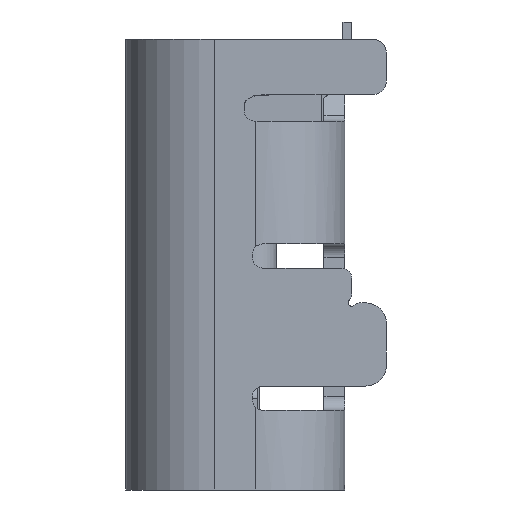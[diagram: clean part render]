
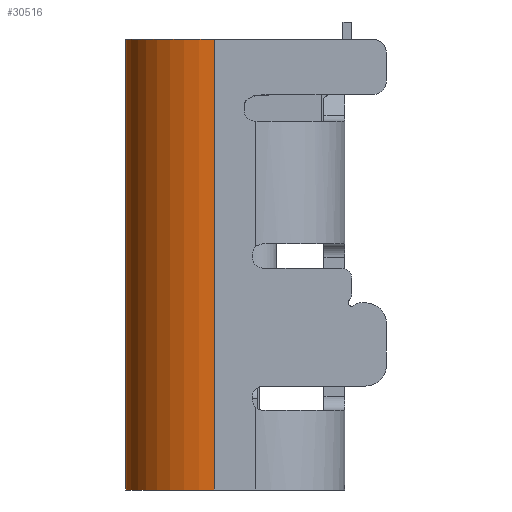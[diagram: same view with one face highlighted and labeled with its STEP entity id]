
A CAD part, left-side view. The second image highlights one B-rep face of the part: STEP entity #30516.
In plain terms, the highlighted cylindrical face has radius 1.28 mm (diameter 2.56 mm), a partial arc.
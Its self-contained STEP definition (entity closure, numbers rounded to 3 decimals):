
#773 = EDGE_CURVE ( 'NONE', #18228, #23020, #26219, .T. ) ;
#884 = ORIENTED_EDGE ( 'NONE', *, *, #3859, .T. ) ;
#1348 = VECTOR ( 'NONE', #27597, 1000. ) ;
#3859 = EDGE_CURVE ( 'NONE', #11285, #8320, #6137, .T. ) ;
#4226 = ORIENTED_EDGE ( 'NONE', *, *, #16689, .F. ) ;
#4348 = CARTESIAN_POINT ( 'NONE',  ( 3.19, 1.98, 2.1 ) ) ;
#5214 = DIRECTION ( 'NONE',  ( 1., 0., 0. ) ) ;
#6050 = VECTOR ( 'NONE', #15085, 1000. ) ;
#6137 = CIRCLE ( 'NONE', #9625, 1.28 ) ;
#6652 = CARTESIAN_POINT ( 'NONE',  ( 3.19, 1.98, 0.6 ) ) ;
#8320 = VERTEX_POINT ( 'NONE', #10616 ) ;
#8459 = DIRECTION ( 'NONE',  ( 0., 0., -1. ) ) ;
#8679 = CYLINDRICAL_SURFACE ( 'NONE', #13292, 1.28 ) ;
#8838 = CARTESIAN_POINT ( 'NONE',  ( 4.47, 1.98, 2.1 ) ) ;
#8905 = EDGE_CURVE ( 'NONE', #11285, #23020, #11330, .T. ) ;
#9625 = AXIS2_PLACEMENT_3D ( 'NONE', #29745, #17100, #5214 ) ;
#10616 = CARTESIAN_POINT ( 'NONE',  ( 3.19, 3.26, -4.4 ) ) ;
#11285 = VERTEX_POINT ( 'NONE', #25215 ) ;
#11330 = LINE ( 'NONE', #23222, #1348 ) ;
#13292 = AXIS2_PLACEMENT_3D ( 'NONE', #6652, #16209, #28246 ) ;
#15085 = DIRECTION ( 'NONE',  ( 0., 0., -1. ) ) ;
#15368 = DIRECTION ( 'NONE',  ( 0., 1., 0. ) ) ;
#16209 = DIRECTION ( 'NONE',  ( 0., 0., 1. ) ) ;
#16689 = EDGE_CURVE ( 'NONE', #18228, #8320, #22582, .T. ) ;
#16969 = CARTESIAN_POINT ( 'NONE',  ( 3.19, 3.26, 2.1 ) ) ;
#17100 = DIRECTION ( 'NONE',  ( 0., 0., 1. ) ) ;
#17162 = EDGE_LOOP ( 'NONE', ( #884, #4226, #21475, #25977 ) ) ;
#18228 = VERTEX_POINT ( 'NONE', #16969 ) ;
#18362 = FACE_OUTER_BOUND ( 'NONE', #17162, .T. ) ;
#21475 = ORIENTED_EDGE ( 'NONE', *, *, #773, .T. ) ;
#22582 = LINE ( 'NONE', #24763, #6050 ) ;
#23020 = VERTEX_POINT ( 'NONE', #8838 ) ;
#23222 = CARTESIAN_POINT ( 'NONE',  ( 4.47, 1.98, -4.4 ) ) ;
#23730 = AXIS2_PLACEMENT_3D ( 'NONE', #4348, #8459, #15368 ) ;
#24763 = CARTESIAN_POINT ( 'NONE',  ( 3.19, 3.26, 2.1 ) ) ;
#25215 = CARTESIAN_POINT ( 'NONE',  ( 4.47, 1.98, -4.4 ) ) ;
#25977 = ORIENTED_EDGE ( 'NONE', *, *, #8905, .F. ) ;
#26219 = CIRCLE ( 'NONE', #23730, 1.28 ) ;
#27597 = DIRECTION ( 'NONE',  ( 0., 0., 1. ) ) ;
#28246 = DIRECTION ( 'NONE',  ( 1., 0., 0. ) ) ;
#29745 = CARTESIAN_POINT ( 'NONE',  ( 3.19, 1.98, -4.4 ) ) ;
#30516 = ADVANCED_FACE ( 'NONE', ( #18362 ), #8679, .T. ) ;
